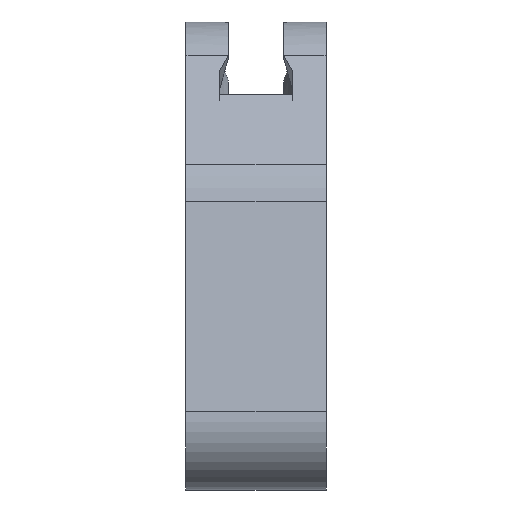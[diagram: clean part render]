
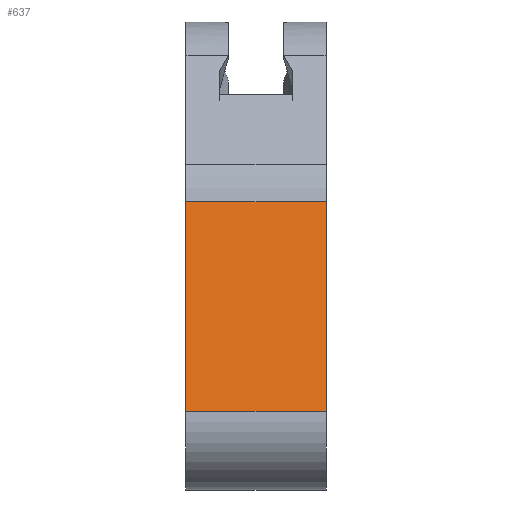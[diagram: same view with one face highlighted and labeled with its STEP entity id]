
A CAD part, front view. The second image highlights one B-rep face of the part: STEP entity #637.
In plain terms, the highlighted planar face has unit normal (0, -0.976, 0.219).
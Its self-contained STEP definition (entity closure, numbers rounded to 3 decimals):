
#433 = VERTEX_POINT ( 'NONE', #1552 ) ;
#501 = EDGE_LOOP ( 'NONE', ( #504, #651, #639, #659 ) ) ;
#503 = EDGE_CURVE ( 'NONE', #549, #640, #1650, .T. ) ;
#504 = ORIENTED_EDGE ( 'NONE', *, *, #507, .F. ) ;
#507 = EDGE_CURVE ( 'NONE', #640, #840, #1737, .T. ) ;
#549 = VERTEX_POINT ( 'NONE', #1795 ) ;
#555 = EDGE_CURVE ( 'NONE', #549, #433, #1794, .T. ) ;
#637 = ADVANCED_FACE ( 'NONE', ( #1934 ), #1881, .T. ) ;
#639 = ORIENTED_EDGE ( 'NONE', *, *, #555, .T. ) ;
#640 = VERTEX_POINT ( 'NONE', #1937 ) ;
#651 = ORIENTED_EDGE ( 'NONE', *, *, #503, .F. ) ;
#659 = ORIENTED_EDGE ( 'NONE', *, *, #790, .T. ) ;
#790 = EDGE_CURVE ( 'NONE', #433, #840, #2068, .T. ) ;
#840 = VERTEX_POINT ( 'NONE', #2148 ) ;
#1552 = CARTESIAN_POINT ( 'NONE',  ( 0., 207.278, 1.506 ) ) ;
#1650 = LINE ( 'NONE', #1653, #1652 ) ;
#1652 = VECTOR ( 'NONE', #1654, 1000. ) ;
#1653 = CARTESIAN_POINT ( 'NONE',  ( 0., 212.377, 24.274 ) ) ;
#1654 = DIRECTION ( 'NONE',  ( 1., 0., 0. ) ) ;
#1655 = DIRECTION ( 'NONE',  ( 0., -0.219, -0.976 ) ) ;
#1656 = VECTOR ( 'NONE', #1655, 1000. ) ;
#1662 = CARTESIAN_POINT ( 'NONE',  ( 15.2, 212.377, 24.274 ) ) ;
#1737 = LINE ( 'NONE', #1662, #1656 ) ;
#1791 = DIRECTION ( 'NONE',  ( 0., -0.219, -0.976 ) ) ;
#1792 = VECTOR ( 'NONE', #1791, 1000. ) ;
#1793 = CARTESIAN_POINT ( 'NONE',  ( 0., 212.377, 24.274 ) ) ;
#1794 = LINE ( 'NONE', #1793, #1792 ) ;
#1795 = CARTESIAN_POINT ( 'NONE',  ( 0., 212.377, 24.274 ) ) ;
#1881 = PLANE ( 'NONE',  #1929 ) ;
#1888 = DIRECTION ( 'NONE',  ( 0., -0.219, -0.976 ) ) ;
#1929 = AXIS2_PLACEMENT_3D ( 'NONE', #1939, #1933, #1888 ) ;
#1933 = DIRECTION ( 'NONE',  ( 0., -0.976, 0.219 ) ) ;
#1934 = FACE_OUTER_BOUND ( 'NONE', #501, .T. ) ;
#1937 = CARTESIAN_POINT ( 'NONE',  ( 15.2, 212.377, 24.274 ) ) ;
#1939 = CARTESIAN_POINT ( 'NONE',  ( 0., 212.377, 24.274 ) ) ;
#2066 = VECTOR ( 'NONE', #2075, 1000. ) ;
#2067 = CARTESIAN_POINT ( 'NONE',  ( 0., 207.278, 1.506 ) ) ;
#2068 = LINE ( 'NONE', #2067, #2066 ) ;
#2075 = DIRECTION ( 'NONE',  ( 1., 0., 0. ) ) ;
#2148 = CARTESIAN_POINT ( 'NONE',  ( 15.2, 207.278, 1.506 ) ) ;
